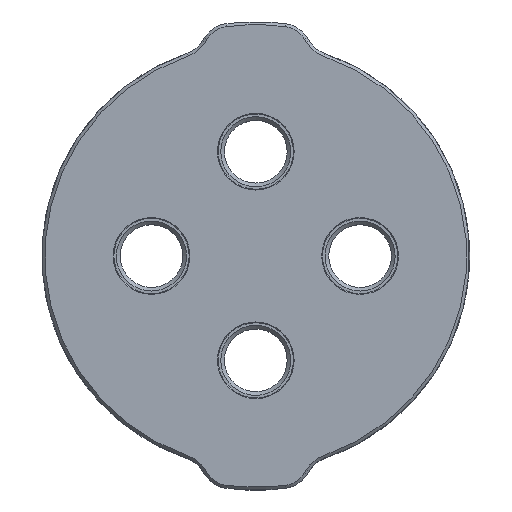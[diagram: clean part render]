
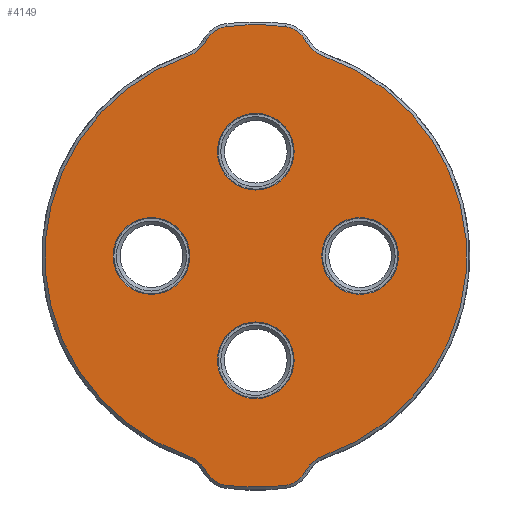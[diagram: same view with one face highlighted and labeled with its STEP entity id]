
A CAD part, top view. The second image highlights one B-rep face of the part: STEP entity #4149.
In plain terms, the highlighted planar face has unit normal (0, 0, 1).
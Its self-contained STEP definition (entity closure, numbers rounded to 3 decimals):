
#24=FACE_BOUND('',#1267,.T.);
#25=FACE_BOUND('',#1268,.T.);
#26=FACE_BOUND('',#1269,.T.);
#27=FACE_BOUND('',#1270,.T.);
#57=PLANE('',#4661);
#336=LINE('',#7153,#614);
#342=LINE('',#7177,#620);
#346=LINE('',#7198,#624);
#352=LINE('',#7222,#630);
#614=VECTOR('',#5653,1000.);
#620=VECTOR('',#5679,1000.);
#624=VECTOR('',#5703,1000.);
#630=VECTOR('',#5729,1000.);
#1002=FACE_OUTER_BOUND('',#1266,.T.);
#1266=EDGE_LOOP('',(#3435,#3436,#3437,#3438,#3439,#3440,#3441,#3442,#3443,
#3444,#3445,#3446,#3447,#3448,#3449,#3450));
#1267=EDGE_LOOP('',(#3451));
#1268=EDGE_LOOP('',(#3452));
#1269=EDGE_LOOP('',(#3453));
#1270=EDGE_LOOP('',(#3454));
#1427=CIRCLE('',#4327,5.2);
#1430=CIRCLE('',#4333,5.2);
#1433=CIRCLE('',#4339,5.2);
#1436=CIRCLE('',#4345,5.2);
#1597=CIRCLE('',#4602,3.6);
#1599=CIRCLE('',#4605,31.35);
#1601=CIRCLE('',#4608,3.6);
#1603=CIRCLE('',#4612,4.4);
#1604=CIRCLE('',#4614,28.6);
#1606=CIRCLE('',#4617,4.4);
#1608=CIRCLE('',#4621,3.6);
#1610=CIRCLE('',#4624,31.35);
#1612=CIRCLE('',#4627,3.6);
#1629=CIRCLE('',#4660,4.4);
#1630=CIRCLE('',#4662,28.6);
#1631=CIRCLE('',#4663,4.4);
#1773=VERTEX_POINT('',#6477);
#1776=VERTEX_POINT('',#6489);
#1779=VERTEX_POINT('',#6501);
#1782=VERTEX_POINT('',#6513);
#1963=VERTEX_POINT('',#7146);
#1966=VERTEX_POINT('',#7151);
#1967=VERTEX_POINT('',#7155);
#1969=VERTEX_POINT('',#7161);
#1971=VERTEX_POINT('',#7167);
#1973=VERTEX_POINT('',#7173);
#1975=VERTEX_POINT('',#7179);
#1977=VERTEX_POINT('',#7185);
#1979=VERTEX_POINT('',#7191);
#1981=VERTEX_POINT('',#7197);
#1983=VERTEX_POINT('',#7203);
#1985=VERTEX_POINT('',#7209);
#1987=VERTEX_POINT('',#7215);
#1989=VERTEX_POINT('',#7221);
#2015=VERTEX_POINT('',#7304);
#2016=VERTEX_POINT('',#7308);
#2172=EDGE_CURVE('',#1773,#1773,#1427,.T.);
#2178=EDGE_CURVE('',#1776,#1776,#1430,.T.);
#2184=EDGE_CURVE('',#1779,#1779,#1433,.T.);
#2190=EDGE_CURVE('',#1782,#1782,#1436,.T.);
#2459=EDGE_CURVE('',#1963,#1966,#336,.T.);
#2462=EDGE_CURVE('',#1967,#1963,#1597,.T.);
#2465=EDGE_CURVE('',#1969,#1967,#1599,.T.);
#2468=EDGE_CURVE('',#1971,#1969,#1601,.T.);
#2471=EDGE_CURVE('',#1973,#1971,#342,.T.);
#2474=EDGE_CURVE('',#1975,#1973,#1603,.T.);
#2475=EDGE_CURVE('',#1977,#1975,#1604,.T.);
#2478=EDGE_CURVE('',#1979,#1977,#1606,.T.);
#2481=EDGE_CURVE('',#1981,#1979,#346,.T.);
#2484=EDGE_CURVE('',#1983,#1981,#1608,.T.);
#2487=EDGE_CURVE('',#1985,#1983,#1610,.T.);
#2490=EDGE_CURVE('',#1987,#1985,#1612,.T.);
#2493=EDGE_CURVE('',#1989,#1987,#352,.T.);
#2536=EDGE_CURVE('',#1966,#2015,#1629,.T.);
#2537=EDGE_CURVE('',#2015,#2016,#1630,.T.);
#2538=EDGE_CURVE('',#2016,#1989,#1631,.T.);
#3435=ORIENTED_EDGE('',*,*,#2536,.T.);
#3436=ORIENTED_EDGE('',*,*,#2537,.T.);
#3437=ORIENTED_EDGE('',*,*,#2538,.T.);
#3438=ORIENTED_EDGE('',*,*,#2493,.T.);
#3439=ORIENTED_EDGE('',*,*,#2490,.T.);
#3440=ORIENTED_EDGE('',*,*,#2487,.T.);
#3441=ORIENTED_EDGE('',*,*,#2484,.T.);
#3442=ORIENTED_EDGE('',*,*,#2481,.T.);
#3443=ORIENTED_EDGE('',*,*,#2478,.T.);
#3444=ORIENTED_EDGE('',*,*,#2475,.T.);
#3445=ORIENTED_EDGE('',*,*,#2474,.T.);
#3446=ORIENTED_EDGE('',*,*,#2471,.T.);
#3447=ORIENTED_EDGE('',*,*,#2468,.T.);
#3448=ORIENTED_EDGE('',*,*,#2465,.T.);
#3449=ORIENTED_EDGE('',*,*,#2462,.T.);
#3450=ORIENTED_EDGE('',*,*,#2459,.T.);
#3451=ORIENTED_EDGE('',*,*,#2172,.F.);
#3452=ORIENTED_EDGE('',*,*,#2178,.F.);
#3453=ORIENTED_EDGE('',*,*,#2184,.F.);
#3454=ORIENTED_EDGE('',*,*,#2190,.F.);
#4149=ADVANCED_FACE('',(#1002,#24,#25,#26,#27),#57,.T.);
#4327=AXIS2_PLACEMENT_3D('',#6479,#4995,#4996);
#4333=AXIS2_PLACEMENT_3D('',#6491,#5010,#5011);
#4339=AXIS2_PLACEMENT_3D('',#6503,#5025,#5026);
#4345=AXIS2_PLACEMENT_3D('',#6515,#5040,#5041);
#4602=AXIS2_PLACEMENT_3D('',#7159,#5659,#5660);
#4605=AXIS2_PLACEMENT_3D('',#7165,#5666,#5667);
#4608=AXIS2_PLACEMENT_3D('',#7171,#5673,#5674);
#4612=AXIS2_PLACEMENT_3D('',#7183,#5685,#5686);
#4614=AXIS2_PLACEMENT_3D('',#7186,#5689,#5690);
#4617=AXIS2_PLACEMENT_3D('',#7192,#5696,#5697);
#4621=AXIS2_PLACEMENT_3D('',#7204,#5708,#5709);
#4624=AXIS2_PLACEMENT_3D('',#7210,#5715,#5716);
#4627=AXIS2_PLACEMENT_3D('',#7216,#5722,#5723);
#4660=AXIS2_PLACEMENT_3D('',#7306,#5817,#5818);
#4661=AXIS2_PLACEMENT_3D('',#7307,#5819,#5820);
#4662=AXIS2_PLACEMENT_3D('',#7309,#5821,#5822);
#4663=AXIS2_PLACEMENT_3D('',#7310,#5823,#5824);
#4995=DIRECTION('center_axis',(0.,0.,1.));
#4996=DIRECTION('ref_axis',(1.,0.,0.));
#5010=DIRECTION('center_axis',(0.,0.,1.));
#5011=DIRECTION('ref_axis',(1.,0.,0.));
#5025=DIRECTION('center_axis',(0.,0.,1.));
#5026=DIRECTION('ref_axis',(1.,0.,0.));
#5040=DIRECTION('center_axis',(0.,0.,1.));
#5041=DIRECTION('ref_axis',(1.,0.,0.));
#5653=DIRECTION('',(-0.518,-0.855,0.));
#5659=DIRECTION('center_axis',(0.,0.,1.));
#5660=DIRECTION('ref_axis',(0.,-1.,0.));
#5666=DIRECTION('center_axis',(0.,0.,1.));
#5667=DIRECTION('ref_axis',(0.,-1.,0.));
#5673=DIRECTION('center_axis',(0.,0.,1.));
#5674=DIRECTION('ref_axis',(0.,-1.,0.));
#5679=DIRECTION('',(-0.518,0.855,0.));
#5685=DIRECTION('center_axis',(0.,0.,-1.));
#5686=DIRECTION('ref_axis',(0.,-1.,0.));
#5689=DIRECTION('center_axis',(0.,0.,1.));
#5690=DIRECTION('ref_axis',(0.,-1.,0.));
#5696=DIRECTION('center_axis',(0.,0.,-1.));
#5697=DIRECTION('ref_axis',(0.,-1.,0.));
#5703=DIRECTION('',(0.518,0.855,0.));
#5708=DIRECTION('center_axis',(0.,0.,1.));
#5709=DIRECTION('ref_axis',(0.,-1.,0.));
#5715=DIRECTION('center_axis',(0.,0.,1.));
#5716=DIRECTION('ref_axis',(0.,-1.,0.));
#5722=DIRECTION('center_axis',(0.,0.,1.));
#5723=DIRECTION('ref_axis',(0.,-1.,0.));
#5729=DIRECTION('',(0.518,-0.855,0.));
#5817=DIRECTION('center_axis',(0.,0.,-1.));
#5818=DIRECTION('ref_axis',(0.,-1.,0.));
#5819=DIRECTION('center_axis',(0.,0.,1.));
#5820=DIRECTION('ref_axis',(0.,-1.,0.));
#5821=DIRECTION('center_axis',(0.,0.,1.));
#5822=DIRECTION('ref_axis',(0.,-1.,0.));
#5823=DIRECTION('center_axis',(0.,0.,-1.));
#5824=DIRECTION('ref_axis',(0.,-1.,0.));
#6477=CARTESIAN_POINT('',(-5.2,14.142,21.5));
#6479=CARTESIAN_POINT('Origin',(0.,14.142,21.5));
#6489=CARTESIAN_POINT('',(8.942,0.,21.5));
#6491=CARTESIAN_POINT('Origin',(14.142,0.,
21.5));
#6501=CARTESIAN_POINT('',(-19.342,0.,21.5));
#6503=CARTESIAN_POINT('Origin',(-14.142,0.,21.5));
#6513=CARTESIAN_POINT('',(-5.2,-14.142,21.5));
#6515=CARTESIAN_POINT('Origin',(0.,-14.142,
21.5));
#7146=CARTESIAN_POINT('',(-6.616,29.388,21.5));
#7151=CARTESIAN_POINT('',(-6.876,28.959,21.5));
#7153=CARTESIAN_POINT('',(-6.876,28.959,21.5));
#7155=CARTESIAN_POINT('',(-3.995,31.094,21.5));
#7159=CARTESIAN_POINT('Origin',(-3.536,27.524,21.5));
#7161=CARTESIAN_POINT('',(3.995,31.094,21.5));
#7165=CARTESIAN_POINT('Origin',(0.,0.,21.5));
#7167=CARTESIAN_POINT('',(6.616,29.388,21.5));
#7171=CARTESIAN_POINT('Origin',(3.536,27.524,21.5));
#7173=CARTESIAN_POINT('',(6.876,28.959,21.5));
#7177=CARTESIAN_POINT('',(6.616,29.388,21.5));
#7179=CARTESIAN_POINT('',(9.221,27.073,21.5));
#7183=CARTESIAN_POINT('Origin',(10.64,31.238,21.5));
#7185=CARTESIAN_POINT('',(9.221,-27.073,21.5));
#7186=CARTESIAN_POINT('Origin',(0.,0.,21.5));
#7191=CARTESIAN_POINT('',(6.876,-28.959,21.5));
#7192=CARTESIAN_POINT('Origin',(10.64,-31.238,21.5));
#7197=CARTESIAN_POINT('',(6.616,-29.388,21.5));
#7198=CARTESIAN_POINT('',(17.862,-10.815,21.5));
#7203=CARTESIAN_POINT('',(3.995,-31.094,21.5));
#7204=CARTESIAN_POINT('Origin',(3.536,-27.524,21.5));
#7209=CARTESIAN_POINT('',(-3.995,-31.094,21.5));
#7210=CARTESIAN_POINT('Origin',(0.,0.,21.5));
#7215=CARTESIAN_POINT('',(-6.616,-29.388,21.5));
#7216=CARTESIAN_POINT('Origin',(-3.536,-27.524,21.5));
#7221=CARTESIAN_POINT('',(-6.876,-28.959,21.5));
#7222=CARTESIAN_POINT('',(-17.862,-10.815,21.5));
#7304=CARTESIAN_POINT('',(-9.221,27.073,21.5));
#7306=CARTESIAN_POINT('Origin',(-10.64,31.238,21.5));
#7307=CARTESIAN_POINT('Origin',(0.,0.,21.5));
#7308=CARTESIAN_POINT('',(-9.221,-27.073,21.5));
#7309=CARTESIAN_POINT('Origin',(0.,0.,21.5));
#7310=CARTESIAN_POINT('Origin',(-10.64,-31.238,21.5));
